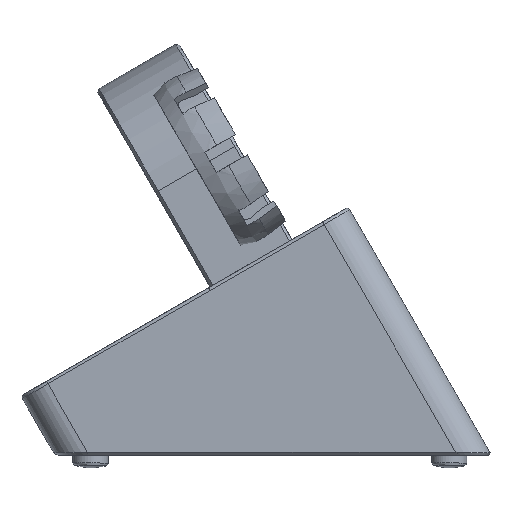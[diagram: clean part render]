
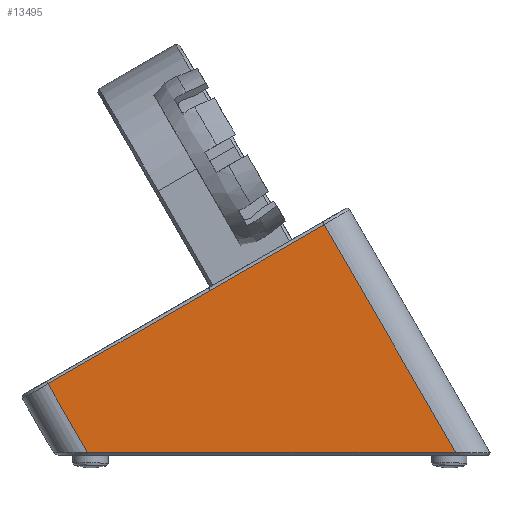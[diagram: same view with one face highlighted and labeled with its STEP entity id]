
A CAD part, front view. The second image highlights one B-rep face of the part: STEP entity #13495.
In plain terms, the highlighted planar face has unit normal (0, -1, 0).
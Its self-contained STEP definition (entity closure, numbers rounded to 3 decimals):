
#475=B_SPLINE_CURVE_WITH_KNOTS('',3,(#24564,#24565,#24566,#24567,#24568,
#24569,#24570,#24571,#24572,#24573,#24574,#24575,#24576,#24577,#24578,#24579,
#24580,#24581,#24582,#24583,#24584,#24585),.UNSPECIFIED.,.F.,.F.,(4,2,2,
2,2,2,2,2,2,2,4),(-2.594,-1.088,-0.295,
-0.216,-0.17,-0.131,-0.087,
-0.051,-0.03,-0.006,0.),
 .UNSPECIFIED.);
#476=B_SPLINE_CURVE_WITH_KNOTS('',3,(#24587,#24588,#24589,#24590,#24591,
#24592),.UNSPECIFIED.,.F.,.F.,(4,2,4),(-3.166,-2.673,
-2.594),.UNSPECIFIED.);
#477=B_SPLINE_CURVE_WITH_KNOTS('',3,(#24593,#24594,#24595,#24596,#24597,
#24598,#24599,#24600,#24601,#24602),.UNSPECIFIED.,.F.,.F.,(4,2,2,2,4),(-5.656,
-4.998,-4.578,-3.943,-3.166),
 .UNSPECIFIED.);
#1565=FACE_OUTER_BOUND('',#2321,.T.);
#2321=EDGE_LOOP('',(#10192,#10193,#10194,#10195,#10196,#10197,#10198));
#3252=LINE('',#22992,#4437);
#3328=LINE('',#24365,#4513);
#3355=LINE('',#24437,#4540);
#3376=LINE('',#24516,#4561);
#4437=VECTOR('',#16404,10.);
#4513=VECTOR('',#16622,10.);
#4540=VECTOR('',#16691,10.);
#4561=VECTOR('',#16748,10.);
#5683=VERTEX_POINT('',#22989);
#5684=VERTEX_POINT('',#22991);
#5748=VERTEX_POINT('',#24363);
#5749=VERTEX_POINT('',#24364);
#5783=VERTEX_POINT('',#24506);
#5795=VERTEX_POINT('',#24563);
#5796=VERTEX_POINT('',#24586);
#7212=EDGE_CURVE('',#5684,#5683,#3252,.T.);
#7322=EDGE_CURVE('',#5748,#5749,#3328,.T.);
#7359=EDGE_CURVE('',#5683,#5749,#3355,.T.);
#7385=EDGE_CURVE('',#5783,#5748,#3376,.T.);
#7408=EDGE_CURVE('',#5783,#5795,#475,.F.);
#7409=EDGE_CURVE('',#5795,#5796,#476,.F.);
#7410=EDGE_CURVE('',#5796,#5684,#477,.F.);
#10192=ORIENTED_EDGE('',*,*,#7212,.T.);
#10193=ORIENTED_EDGE('',*,*,#7359,.T.);
#10194=ORIENTED_EDGE('',*,*,#7322,.F.);
#10195=ORIENTED_EDGE('',*,*,#7385,.F.);
#10196=ORIENTED_EDGE('',*,*,#7408,.T.);
#10197=ORIENTED_EDGE('',*,*,#7409,.T.);
#10198=ORIENTED_EDGE('',*,*,#7410,.T.);
#13004=PLANE('',#14506);
#13495=ADVANCED_FACE('',(#1565),#13004,.F.);
#14506=AXIS2_PLACEMENT_3D('',#24562,#16804,#16805);
#16404=DIRECTION('',(-0.5,0.,0.866));
#16622=DIRECTION('',(0.866,0.,0.5));
#16691=DIRECTION('',(-0.866,0.,-0.5));
#16748=DIRECTION('',(-0.5,0.,0.866));
#16804=DIRECTION('center_axis',(0.,1.,0.));
#16805=DIRECTION('ref_axis',(0.,0.,
1.));
#22989=CARTESIAN_POINT('',(25.988,-144.,-21.012));
#22991=CARTESIAN_POINT('',(48.279,-144.,-59.622));
#22992=CARTESIAN_POINT('',(39.738,-144.,-44.828));
#24363=CARTESIAN_POINT('',(-20.778,-144.,-48.012));
#24364=CARTESIAN_POINT('',(6.675,-144.,-32.162));
#24365=CARTESIAN_POINT('',(9.1,-144.,-30.762));
#24437=CARTESIAN_POINT('',(9.1,-144.,-30.762));
#24506=CARTESIAN_POINT('',(-14.075,-144.,-59.622));
#24516=CARTESIAN_POINT('',(-10.528,-144.,-65.765));
#24562=CARTESIAN_POINT('Origin',(18.087,-144.,-57.328));
#24563=CARTESIAN_POINT('',(19.684,-144.,-59.622));
#24564=CARTESIAN_POINT('Ctrl Pts',(19.684,-144.,-59.622));
#24565=CARTESIAN_POINT('Ctrl Pts',(14.202,-144.,-59.622));
#24566=CARTESIAN_POINT('Ctrl Pts',(8.721,-144.,-59.622));
#24567=CARTESIAN_POINT('Ctrl Pts',(0.354,-144.,-59.622));
#24568=CARTESIAN_POINT('Ctrl Pts',(-2.531,-144.,
-59.622));
#24569=CARTESIAN_POINT('Ctrl Pts',(-5.705,-144.,-59.622));
#24570=CARTESIAN_POINT('Ctrl Pts',(-8.632,-144.,
-59.622));
#24571=CARTESIAN_POINT('Ctrl Pts',(-10.389,-144.,
-59.622));
#24572=CARTESIAN_POINT('Ctrl Pts',(-10.48,-144.,-59.622));
#24573=CARTESIAN_POINT('Ctrl Pts',(-11.117,-144.,
-59.622));
#24574=CARTESIAN_POINT('Ctrl Pts',(-11.354,-144.,
-59.622));
#24575=CARTESIAN_POINT('Ctrl Pts',(-11.934,-144.,
-59.622));
#24576=CARTESIAN_POINT('Ctrl Pts',(-12.529,-144.,
-59.622));
#24577=CARTESIAN_POINT('Ctrl Pts',(-13.107,-144.,
-59.622));
#24578=CARTESIAN_POINT('Ctrl Pts',(-13.271,-144.,
-59.622));
#24579=CARTESIAN_POINT('Ctrl Pts',(-13.553,-144.,
-59.622));
#24580=CARTESIAN_POINT('Ctrl Pts',(-13.66,-144.,
-59.622));
#24581=CARTESIAN_POINT('Ctrl Pts',(-13.884,-144.,
-59.622));
#24582=CARTESIAN_POINT('Ctrl Pts',(-13.933,-144.,
-59.622));
#24583=CARTESIAN_POINT('Ctrl Pts',(-14.034,-144.,
-59.622));
#24584=CARTESIAN_POINT('Ctrl Pts',(-14.054,-144.,-59.622));
#24585=CARTESIAN_POINT('Ctrl Pts',(-14.075,-144.,
-59.622));
#24586=CARTESIAN_POINT('',(25.932,-144.,-59.622));
#24587=CARTESIAN_POINT('Ctrl Pts',(25.932,-144.,-59.622));
#24588=CARTESIAN_POINT('Ctrl Pts',(24.139,-144.,-59.622));
#24589=CARTESIAN_POINT('Ctrl Pts',(22.346,-144.,-59.622));
#24590=CARTESIAN_POINT('Ctrl Pts',(20.264,-144.,-59.622));
#24591=CARTESIAN_POINT('Ctrl Pts',(19.974,-144.,-59.622));
#24592=CARTESIAN_POINT('Ctrl Pts',(19.684,-144.,-59.622));
#24593=CARTESIAN_POINT('Ctrl Pts',(48.279,-144.,-59.622));
#24594=CARTESIAN_POINT('Ctrl Pts',(47.421,-144.,-59.622));
#24595=CARTESIAN_POINT('Ctrl Pts',(46.51,-144.,-59.622));
#24596=CARTESIAN_POINT('Ctrl Pts',(43.726,-144.,-59.622));
#24597=CARTESIAN_POINT('Ctrl Pts',(42.878,-144.,-59.622));
#24598=CARTESIAN_POINT('Ctrl Pts',(39.037,-144.,-59.622));
#24599=CARTESIAN_POINT('Ctrl Pts',(36.727,-144.,-59.622));
#24600=CARTESIAN_POINT('Ctrl Pts',(31.588,-144.,-59.622));
#24601=CARTESIAN_POINT('Ctrl Pts',(28.76,-144.,-59.622));
#24602=CARTESIAN_POINT('Ctrl Pts',(25.932,-144.,-59.622));
